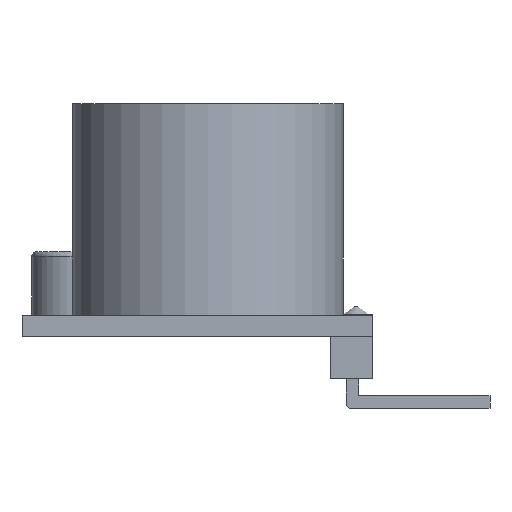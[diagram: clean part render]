
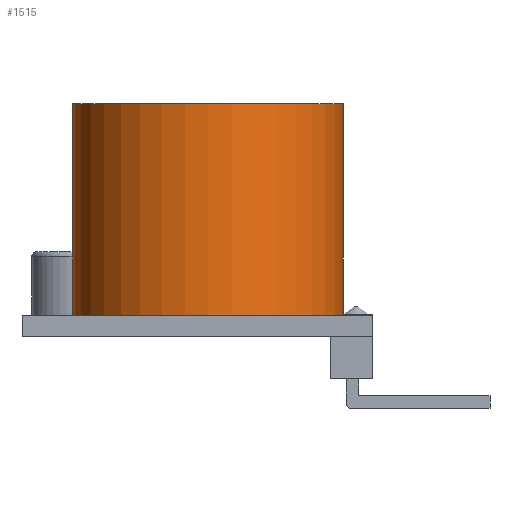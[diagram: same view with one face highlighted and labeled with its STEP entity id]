
A CAD part, left-side view. The second image highlights one B-rep face of the part: STEP entity #1515.
In plain terms, the highlighted cylindrical face has radius 8 mm (diameter 16 mm), a full revolution.
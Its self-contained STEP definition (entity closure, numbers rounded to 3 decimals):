
#212=FACE_OUTER_BOUND('',#300,.T.);
#300=EDGE_LOOP('',(#1338,#1339,#1340,#1341));
#464=LINE('',#2416,#628);
#628=VECTOR('',#1992,8.);
#690=CIRCLE('',#1647,8.);
#691=CIRCLE('',#1648,8.);
#806=VERTEX_POINT('',#2413);
#807=VERTEX_POINT('',#2415);
#992=EDGE_CURVE('',#806,#806,#690,.T.);
#993=EDGE_CURVE('',#806,#807,#464,.T.);
#994=EDGE_CURVE('',#807,#807,#691,.T.);
#1338=ORIENTED_EDGE('',*,*,#992,.F.);
#1339=ORIENTED_EDGE('',*,*,#993,.T.);
#1340=ORIENTED_EDGE('',*,*,#994,.F.);
#1341=ORIENTED_EDGE('',*,*,#993,.F.);
#1453=CYLINDRICAL_SURFACE('',#1646,8.);
#1515=ADVANCED_FACE('',(#212),#1453,.T.);
#1646=AXIS2_PLACEMENT_3D('',#2412,#1988,#1989);
#1647=AXIS2_PLACEMENT_3D('',#2414,#1990,#1991);
#1648=AXIS2_PLACEMENT_3D('',#2417,#1993,#1994);
#1988=DIRECTION('center_axis',(0.,0.,1.));
#1989=DIRECTION('ref_axis',(-1.,0.,0.));
#1990=DIRECTION('center_axis',(0.,0.,1.));
#1991=DIRECTION('ref_axis',(-1.,0.,0.));
#1992=DIRECTION('',(0.,0.,-1.));
#1993=DIRECTION('center_axis',(0.,0.,-1.));
#1994=DIRECTION('ref_axis',(-1.,0.,0.));
#2412=CARTESIAN_POINT('Origin',(-13.4,-0.65,1.25));
#2413=CARTESIAN_POINT('',(-5.4,-0.65,13.75));
#2414=CARTESIAN_POINT('Origin',(-13.4,-0.65,13.75));
#2415=CARTESIAN_POINT('',(-5.4,-0.65,1.25));
#2416=CARTESIAN_POINT('',(-5.4,-0.65,1.25));
#2417=CARTESIAN_POINT('Origin',(-13.4,-0.65,1.25));
